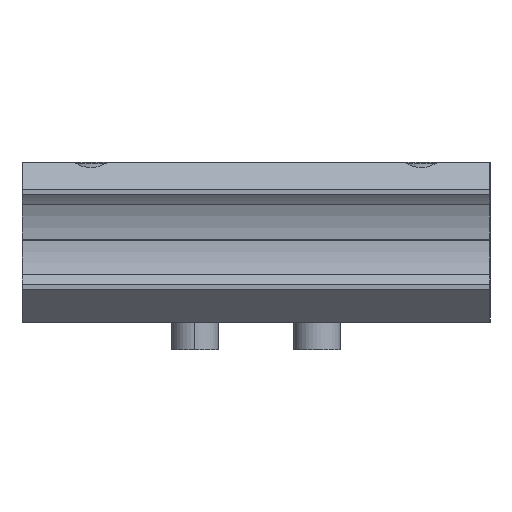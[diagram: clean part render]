
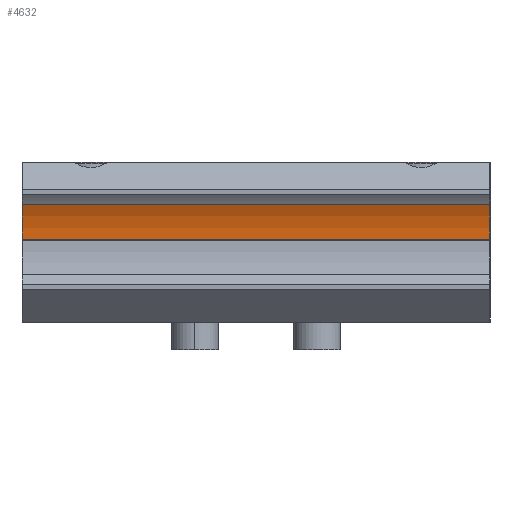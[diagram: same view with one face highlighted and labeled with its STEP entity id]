
A CAD part, left-side view. The second image highlights one B-rep face of the part: STEP entity #4632.
In plain terms, the highlighted cylindrical face has radius 15 mm (diameter 30 mm), a partial arc.
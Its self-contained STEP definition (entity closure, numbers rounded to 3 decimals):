
#123 = DIRECTION ( 'NONE',  ( 0., 1., 0. ) ) ;
#566 = CARTESIAN_POINT ( 'NONE',  ( -75., -42.5, 0. ) ) ;
#641 = EDGE_CURVE ( 'NONE', #6400, #5062, #4575, .T. ) ;
#773 = EDGE_CURVE ( 'NONE', #6400, #1671, #2567, .T. ) ;
#999 = DIRECTION ( 'NONE',  ( -1., 0., 0. ) ) ;
#1072 = DIRECTION ( 'NONE',  ( 0., 1., 0. ) ) ;
#1106 = FACE_OUTER_BOUND ( 'NONE', #1905, .T. ) ;
#1189 = LINE ( 'NONE', #6035, #2300 ) ;
#1338 = CARTESIAN_POINT ( 'NONE',  ( -60., -42.5, 0. ) ) ;
#1414 = DIRECTION ( 'NONE',  ( -1., 0., 0. ) ) ;
#1429 = VERTEX_POINT ( 'NONE', #5724 ) ;
#1594 = CARTESIAN_POINT ( 'NONE',  ( -75., 42.5, 0. ) ) ;
#1671 = VERTEX_POINT ( 'NONE', #3693 ) ;
#1790 = ORIENTED_EDGE ( 'NONE', *, *, #641, .F. ) ;
#1818 = AXIS2_PLACEMENT_3D ( 'NONE', #1594, #5435, #4834 ) ;
#1905 = EDGE_LOOP ( 'NONE', ( #2166, #4131, #1790, #3276 ) ) ;
#1942 = DIRECTION ( 'NONE',  ( 0., 1., 0. ) ) ;
#2077 = CARTESIAN_POINT ( 'NONE',  ( -62.43, -42.5, 8.186 ) ) ;
#2166 = ORIENTED_EDGE ( 'NONE', *, *, #3783, .T. ) ;
#2300 = VECTOR ( 'NONE', #123, 1000. ) ;
#2567 = LINE ( 'NONE', #6877, #5359 ) ;
#2657 = CYLINDRICAL_SURFACE ( 'NONE', #5892, 15. ) ;
#3037 = CIRCLE ( 'NONE', #1818, 15. ) ;
#3155 = EDGE_CURVE ( 'NONE', #5062, #1429, #1189, .T. ) ;
#3276 = ORIENTED_EDGE ( 'NONE', *, *, #773, .T. ) ;
#3693 = CARTESIAN_POINT ( 'NONE',  ( -62.43, 42.5, 8.186 ) ) ;
#3783 = EDGE_CURVE ( 'NONE', #1671, #1429, #3037, .T. ) ;
#4131 = ORIENTED_EDGE ( 'NONE', *, *, #3155, .F. ) ;
#4191 = DIRECTION ( 'NONE',  ( 0., 1., 0. ) ) ;
#4344 = AXIS2_PLACEMENT_3D ( 'NONE', #6776, #1942, #1414 ) ;
#4575 = CIRCLE ( 'NONE', #4344, 15. ) ;
#4632 = ADVANCED_FACE ( 'NONE', ( #1106 ), #2657, .F. ) ;
#4834 = DIRECTION ( 'NONE',  ( -1., 0., 0. ) ) ;
#5062 = VERTEX_POINT ( 'NONE', #1338 ) ;
#5359 = VECTOR ( 'NONE', #4191, 1000. ) ;
#5435 = DIRECTION ( 'NONE',  ( 0., 1., 0. ) ) ;
#5724 = CARTESIAN_POINT ( 'NONE',  ( -60., 42.5, 0. ) ) ;
#5892 = AXIS2_PLACEMENT_3D ( 'NONE', #566, #1072, #999 ) ;
#6035 = CARTESIAN_POINT ( 'NONE',  ( -60., -42.5, 0. ) ) ;
#6400 = VERTEX_POINT ( 'NONE', #2077 ) ;
#6776 = CARTESIAN_POINT ( 'NONE',  ( -75., -42.5, 0. ) ) ;
#6877 = CARTESIAN_POINT ( 'NONE',  ( -62.43, -42.5, 8.186 ) ) ;
